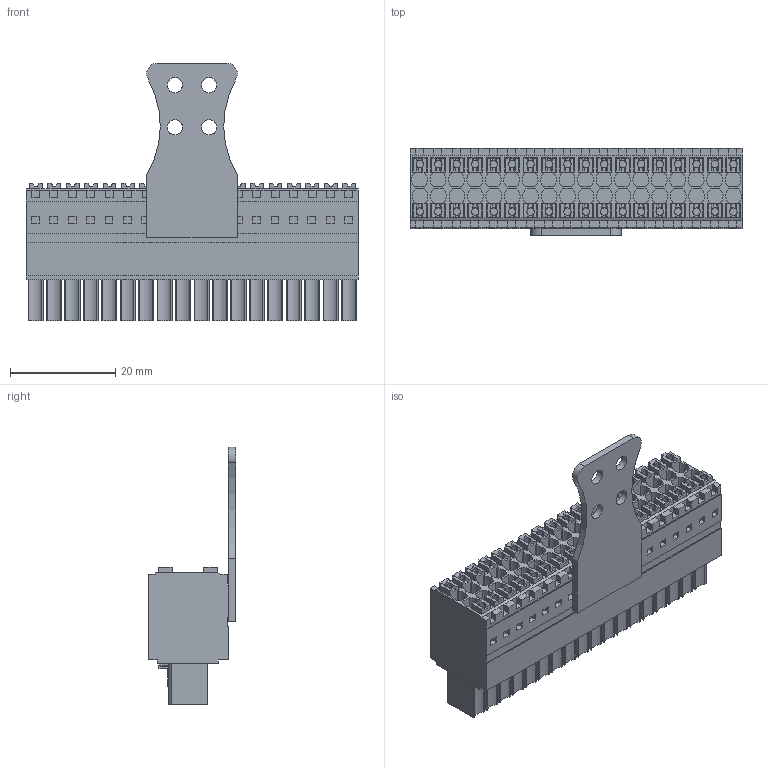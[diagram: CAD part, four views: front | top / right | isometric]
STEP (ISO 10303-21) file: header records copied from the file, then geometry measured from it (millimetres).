
FILE_DESCRIPTION(('CATIA V5R24 STEP','CAx-IF Rec.Pracs.--- Model Styling and Organization---1.2---2011-12-15'),'2;1');
FILE_NAME ('D1461669_0', '2017-12-08T12:04:54+00:00', ('Weidmueller Interface'), ('Weidmueller'), 'CATIA Version 5-6 Release 2014 SP4 HF52', 'CATIA V5 STEP AP214', 'none');
FILE_SCHEMA(('AUTOMOTIVE_DESIGN { 1 0 10303 214 1 1 1 1 }'));
Products named in the file (1): 2054750000
Bounding box: 63 x 16.55 x 48.85 mm (x, y, z)
Volume: 18048.5 mm3; surface area: 14822.5 mm2
Topology: 38 solids, 38 shells, 1946 faces, 5407 edges, 3609 vertices
Faces by surface type: plane 1754, cylinder 192
Entity records: 59986 total; most frequent: CARTESIAN_POINT 11289, ORIENTED_EDGE 10814, DIRECTION 7615, EDGE_CURVE 5407, VECTOR 4627, LINE 4627, VERTEX_POINT 3609, EDGE_LOOP 2098
